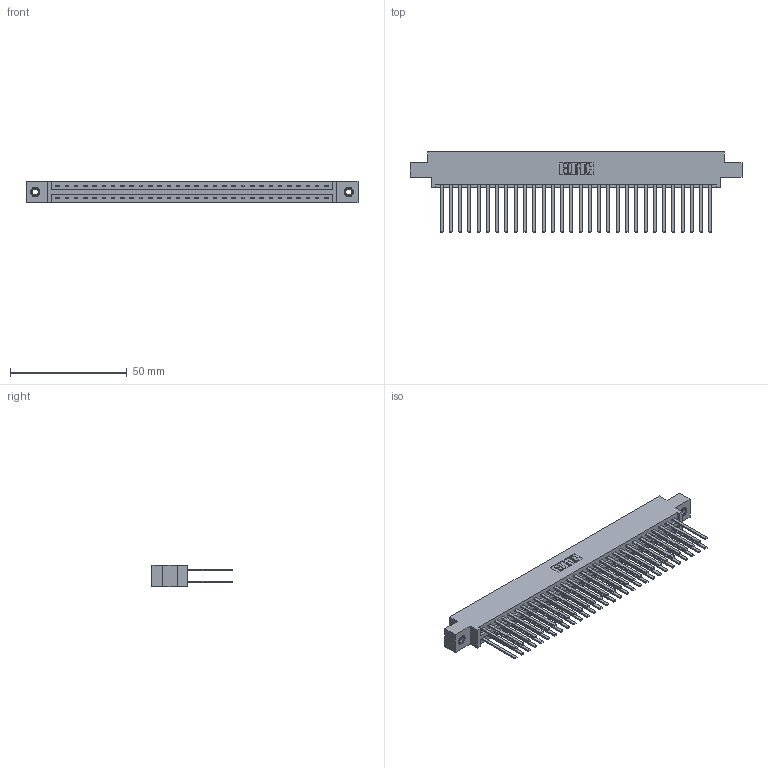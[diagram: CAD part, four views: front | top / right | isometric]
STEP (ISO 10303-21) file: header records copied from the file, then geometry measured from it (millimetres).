
FILE_DESCRIPTION (( 'STEP AP203' ), '1' );
FILE_NAME ('337-060-544-807.STEP', '2018-08-10T08:25:40', ( '' ), ( '' ), 'SwSTEP 2.0', 'SolidWorks 2016', '' );
FILE_SCHEMA (( 'CONFIG_CONTROL_DESIGN' ));
Length unit declared in the file: inch
Products named in the file (4): 337 Part_0.170 Offset - 0.156 Dia-TI; 345-292-001_345-293-144; 345-250-001_345-250-005-103; 337-060-544-807
Assembly tree (63 placements, depth 2):
  337-060-544-807
    337 Part_0.170 Offset - 0.156 Dia-TI
    345-292-001_345-293-144  x60
    345-250-001_345-250-005-103  x2
Bounding box: 141.88 x 34.3 x 9.4 mm (x, y, z)
Volume: 15503.2 mm3; surface area: 20301.3 mm2
Topology: 63 solids, 63 shells, 3058 faces, 9039 edges, 5938 vertices
Faces by surface type: plane 2146, cylinder 896, cone 12, torus 4
Entity records: 25946 total; most frequent: CARTESIAN_POINT 4361, ORIENTED_EDGE 4290, DIRECTION 3759, EDGE_CURVE 2145, VECTOR 2001, LINE 2001, VERTEX_POINT 1424, AXIS2_PLACEMENT_3D 879
